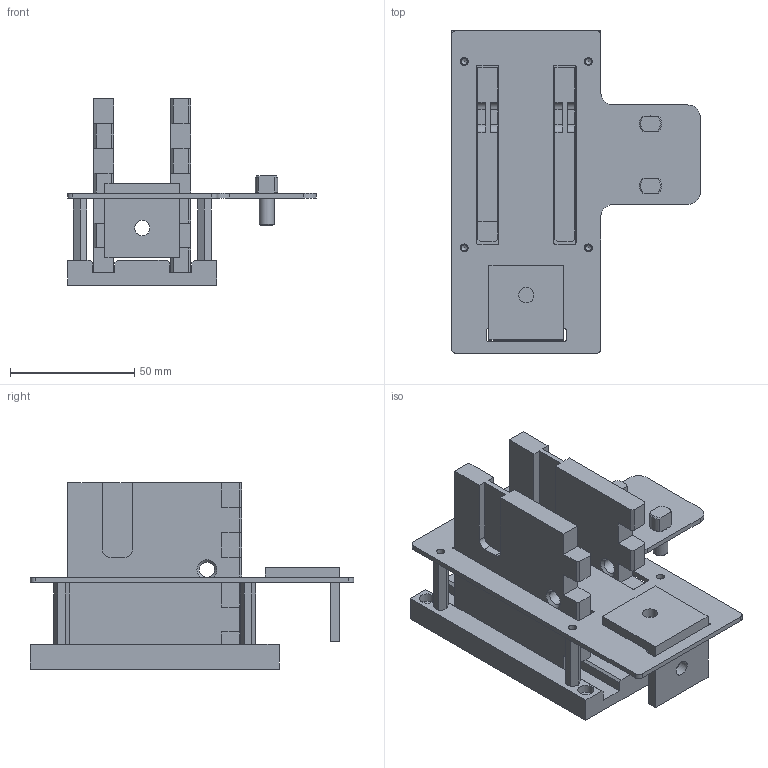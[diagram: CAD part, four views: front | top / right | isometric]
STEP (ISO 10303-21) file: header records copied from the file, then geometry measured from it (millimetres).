
FILE_DESCRIPTION(/* description */ (''),/* implementation_level */ '2;1');
FILE_NAME(/* name */ 'Plattenlager_Bgrp.stp',/* time_stamp */ '2024-10-08T16:36:06+02:00',/* author */ (''),/* organization */ (''),/* preprocessor_version */ 'ST-DEVELOPER v18.102',/* originating_system */ 'SIEMENS PLM Software NX2206.4020',/* authorisation */ '');
FILE_SCHEMA (('AUTOMOTIVE_DESIGN { 1 0 10303 214 3 1 1 1 }'));
Length unit declared in the file: millimetre
Products named in the file (8): MontageWinkel_GN 970-ALM-30-30-30-B_stp; Anw_Stift_Prt; Anw_Platte_2_Prt; Anw_Platte_1_Prt; Abstandhalter_GN6220-NI-M3-25-A_stp; Plattenhalteblech_Prt; Lagergrundplatte_Prt; Plattenlager_Bgrp
Assembly tree (11 placements, depth 2):
  Plattenlager_Bgrp
    Lagergrundplatte_Prt
    Plattenhalteblech_Prt
    Abstandhalter_GN6220-NI-M3-25-A_stp  x4
    Anw_Platte_1_Prt
    Anw_Platte_2_Prt
    Anw_Stift_Prt  x2
    MontageWinkel_GN 970-ALM-30-30-30-B_stp
Bounding box: 100 x 130 x 75 mm (x, y, z)
Volume: 144380.7 mm3; surface area: 67399.4 mm2
Topology: 11 solids, 11 shells, 313 faces, 789 edges, 506 vertices
Faces by surface type: plane 166, cone 78, cylinder 69
Full cylindrical faces by diameter (mm): 2.459 x8, 3.2 x12, 6 x2, 6.1 x2, 6.2 x4, 6.5 x8
Entity records: 7708 total; most frequent: CARTESIAN_POINT 1236, DIRECTION 1111, ORIENTED_EDGE 1066, EDGE_CURVE 533, AXIS2_PLACEMENT_3D 377, VERTEX_POINT 374, LINE 357, VECTOR 357
